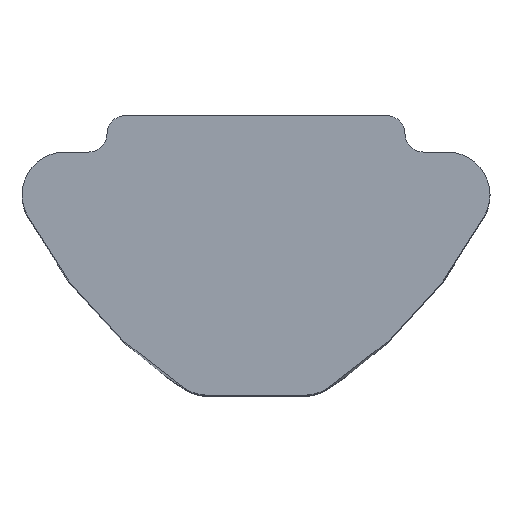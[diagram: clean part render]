
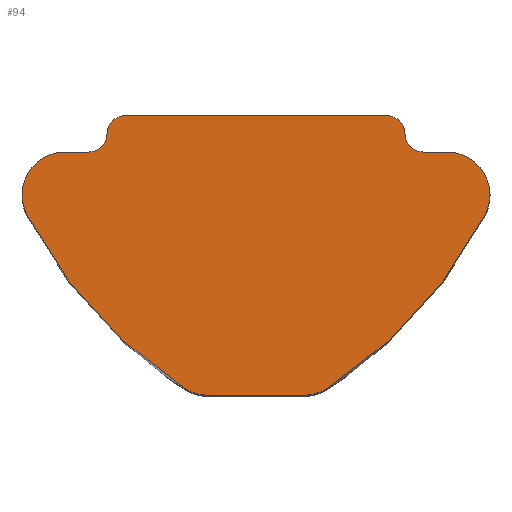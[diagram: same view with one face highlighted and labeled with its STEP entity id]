
A CAD part, top view. The second image highlights one B-rep face of the part: STEP entity #94.
In plain terms, the highlighted planar face has unit normal (0, 0, 1).
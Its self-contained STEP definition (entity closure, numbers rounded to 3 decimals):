
#94=ADVANCED_FACE('NONE',(#206),#207,.F.);
#206=FACE_OUTER_BOUND('',#332,.T.);
#207=PLANE('',#333);
#332=EDGE_LOOP('',(#588,#589,#590,#591,#592,#593,#594,#595,#596,#597,#598,#599,#600,#601,#602,#603));
#333=AXIS2_PLACEMENT_3D('',#604,#605,#606);
#588=ORIENTED_EDGE('',*,*,#864,.T.);
#589=ORIENTED_EDGE('',*,*,#879,.T.);
#590=ORIENTED_EDGE('',*,*,#872,.T.);
#591=ORIENTED_EDGE('',*,*,#876,.T.);
#592=ORIENTED_EDGE('',*,*,#798,.T.);
#593=ORIENTED_EDGE('',*,*,#839,.T.);
#594=ORIENTED_EDGE('',*,*,#880,.T.);
#595=ORIENTED_EDGE('',*,*,#881,.T.);
#596=ORIENTED_EDGE('',*,*,#841,.T.);
#597=ORIENTED_EDGE('',*,*,#882,.T.);
#598=ORIENTED_EDGE('',*,*,#883,.T.);
#599=ORIENTED_EDGE('',*,*,#847,.T.);
#600=ORIENTED_EDGE('',*,*,#852,.T.);
#601=ORIENTED_EDGE('',*,*,#822,.T.);
#602=ORIENTED_EDGE('',*,*,#859,.T.);
#603=ORIENTED_EDGE('',*,*,#884,.T.);
#604=CARTESIAN_POINT('',(3.15,-1.3,12.0));
#605=DIRECTION('',(-0.0,-0.0,-1.0));
#606=DIRECTION('',(0.0,-1.0,0.0));
#798=EDGE_CURVE('NONE',#940,#944,#946,.T.);
#822=EDGE_CURVE('NONE',#988,#989,#990,.T.);
#839=EDGE_CURVE('NONE',#944,#1016,#1018,.T.);
#841=EDGE_CURVE('NONE',#1020,#1021,#1022,.T.);
#847=EDGE_CURVE('NONE',#1030,#1031,#1032,.T.);
#852=EDGE_CURVE('NONE',#1031,#988,#1039,.T.);
#859=EDGE_CURVE('NONE',#989,#1048,#1050,.T.);
#864=EDGE_CURVE('NONE',#1057,#1055,#1058,.T.);
#872=EDGE_CURVE('NONE',#1072,#1070,#1073,.T.);
#876=EDGE_CURVE('NONE',#1070,#940,#1078,.T.);
#879=EDGE_CURVE('NONE',#1055,#1072,#1081,.T.);
#880=EDGE_CURVE('NONE',#1016,#1082,#1083,.T.);
#881=EDGE_CURVE('NONE',#1082,#1020,#1084,.T.);
#882=EDGE_CURVE('NONE',#1021,#1085,#1086,.T.);
#883=EDGE_CURVE('NONE',#1085,#1030,#1087,.T.);
#884=EDGE_CURVE('NONE',#1048,#1057,#1088,.T.);
#940=VERTEX_POINT('',#1150);
#944=VERTEX_POINT('NONE',#1155);
#946=CIRCLE('',#1158,0.7);
#988=VERTEX_POINT('NONE',#1235);
#989=VERTEX_POINT('NONE',#1236);
#990=CIRCLE('',#1237,0.7);
#1016=VERTEX_POINT('NONE',#1271);
#1018=LINE('',#1274,#1275);
#1020=VERTEX_POINT('NONE',#1277);
#1021=VERTEX_POINT('NONE',#1278);
#1022=LINE('',#1279,#1280);
#1030=VERTEX_POINT('NONE',#1291);
#1031=VERTEX_POINT('NONE',#1292);
#1032=LINE('',#1293,#1294);
#1039=CIRCLE('',#1304,0.7);
#1048=VERTEX_POINT('NONE',#1320);
#1050=CIRCLE('',#1323,7.5);
#1055=VERTEX_POINT('NONE',#1328);
#1057=VERTEX_POINT('NONE',#1331);
#1058=LINE('',#1332,#1333);
#1070=VERTEX_POINT('NONE',#1353);
#1072=VERTEX_POINT('NONE',#1356);
#1073=CIRCLE('',#1357,7.5);
#1078=CIRCLE('',#1372,0.7);
#1081=CIRCLE('',#1375,0.7);
#1082=VERTEX_POINT('NONE',#1376);
#1083=CIRCLE('',#1377,0.3);
#1084=CIRCLE('',#1378,0.3);
#1085=VERTEX_POINT('NONE',#1379);
#1086=CIRCLE('',#1380,0.3);
#1087=CIRCLE('',#1381,0.3);
#1088=CIRCLE('',#1382,0.7);
#1150=CARTESIAN_POINT('',(3.85,-1.3,12.0));
#1155=CARTESIAN_POINT('',(3.15,-0.6,12.0));
#1158=AXIS2_PLACEMENT_3D('',#1493,#1494,#1495);
#1235=CARTESIAN_POINT('',(-3.85,-1.3,12.0));
#1236=CARTESIAN_POINT('',(-3.773,-1.62,12.0));
#1237=AXIS2_PLACEMENT_3D('',#1520,#1521,#1522);
#1271=CARTESIAN_POINT('',(2.75,-0.6,12.0));
#1274=CARTESIAN_POINT('',(2.45,-0.6,12.0));
#1275=VECTOR('',#1544,1000.0);
#1277=CARTESIAN_POINT('',(2.15,0.,12.0));
#1278=CARTESIAN_POINT('',(-2.15,0.,12.0));
#1279=CARTESIAN_POINT('',(-2.45,0.0,12.0));
#1280=VECTOR('',#1545,1000.0);
#1291=CARTESIAN_POINT('',(-2.75,-0.6,12.0));
#1292=CARTESIAN_POINT('',(-3.15,-0.6,12.0));
#1293=CARTESIAN_POINT('',(-2.45,-0.6,12.0));
#1294=VECTOR('',#1552,1000.0);
#1304=AXIS2_PLACEMENT_3D('',#1556,#1557,#1558);
#1320=CARTESIAN_POINT('',(-1.179,-4.487,12.0));
#1323=AXIS2_PLACEMENT_3D('',#1565,#1566,#1567);
#1328=CARTESIAN_POINT('',(0.799,-4.6,12.0));
#1331=CARTESIAN_POINT('',(-0.799,-4.6,12.0));
#1332=CARTESIAN_POINT('',(1.0,-4.6,12.0));
#1333=VECTOR('',#1575,1000.0);
#1353=CARTESIAN_POINT('',(3.773,-1.62,12.0));
#1356=CARTESIAN_POINT('',(1.179,-4.487,12.0));
#1357=AXIS2_PLACEMENT_3D('',#1583,#1584,#1585);
#1372=AXIS2_PLACEMENT_3D('',#1587,#1588,#1589);
#1375=AXIS2_PLACEMENT_3D('',#1593,#1594,#1595);
#1376=CARTESIAN_POINT('',(2.45,-0.3,12.0));
#1377=AXIS2_PLACEMENT_3D('',#1596,#1597,#1598);
#1378=AXIS2_PLACEMENT_3D('',#1599,#1600,#1601);
#1379=CARTESIAN_POINT('',(-2.45,-0.3,12.0));
#1380=AXIS2_PLACEMENT_3D('',#1602,#1603,#1604);
#1381=AXIS2_PLACEMENT_3D('',#1605,#1606,#1607);
#1382=AXIS2_PLACEMENT_3D('',#1608,#1609,#1610);
#1493=CARTESIAN_POINT('',(3.15,-1.3,12.0));
#1494=DIRECTION('',(0.0,0.0,1.0));
#1495=DIRECTION('',(-1.0,0.0,0.0));
#1520=CARTESIAN_POINT('',(-3.15,-1.3,12.0));
#1521=DIRECTION('',(0.0,0.0,1.0));
#1522=DIRECTION('',(1.0,0.0,0.0));
#1544=DIRECTION('',(-1.0,0.,-0.0));
#1545=DIRECTION('',(-1.0,0.,-0.0));
#1552=DIRECTION('',(-1.0,0.,0.0));
#1556=CARTESIAN_POINT('',(-3.15,-1.3,12.0));
#1557=DIRECTION('',(0.0,0.0,1.0));
#1558=DIRECTION('',(1.0,0.0,0.0));
#1565=CARTESIAN_POINT('',(2.899,1.807,12.0));
#1566=DIRECTION('',(0.0,0.0,1.0));
#1567=DIRECTION('',(1.0,0.0,0.0));
#1575=DIRECTION('',(1.0,-0.0,-0.0));
#1583=CARTESIAN_POINT('',(-2.899,1.807,12.0));
#1584=DIRECTION('',(0.0,0.0,1.0));
#1585=DIRECTION('',(-1.0,0.0,0.0));
#1587=CARTESIAN_POINT('',(3.15,-1.3,12.0));
#1588=DIRECTION('',(0.0,0.0,1.0));
#1589=DIRECTION('',(-1.0,0.0,0.0));
#1593=CARTESIAN_POINT('',(0.799,-3.9,12.0));
#1594=DIRECTION('',(0.0,0.0,1.0));
#1595=DIRECTION('',(-1.0,0.,0.0));
#1596=CARTESIAN_POINT('',(2.75,-0.3,12.0));
#1597=DIRECTION('',(0.0,0.0,-1.0));
#1598=DIRECTION('',(-1.0,0.0,0.0));
#1599=CARTESIAN_POINT('',(2.15,-0.3,12.0));
#1600=DIRECTION('',(0.0,0.0,1.0));
#1601=DIRECTION('',(-1.0,0.0,0.0));
#1602=CARTESIAN_POINT('',(-2.15,-0.3,12.0));
#1603=DIRECTION('',(0.0,0.0,1.0));
#1604=DIRECTION('',(-1.0,0.0,0.0));
#1605=CARTESIAN_POINT('',(-2.75,-0.3,12.0));
#1606=DIRECTION('',(0.0,0.0,-1.0));
#1607=DIRECTION('',(-1.0,0.0,0.0));
#1608=CARTESIAN_POINT('',(-0.799,-3.9,12.0));
#1609=DIRECTION('',(0.0,0.0,1.0));
#1610=DIRECTION('',(-1.0,0.0,0.0));
